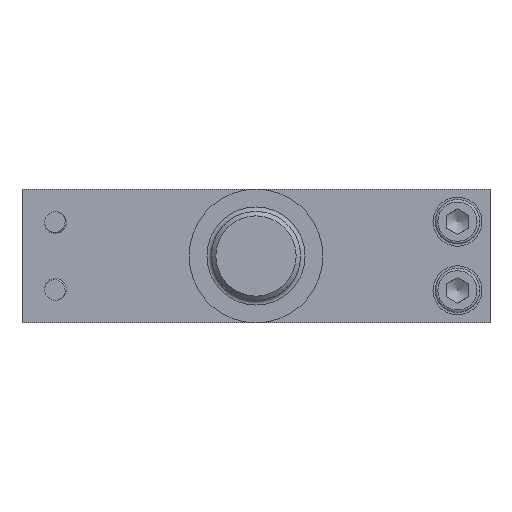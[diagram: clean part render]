
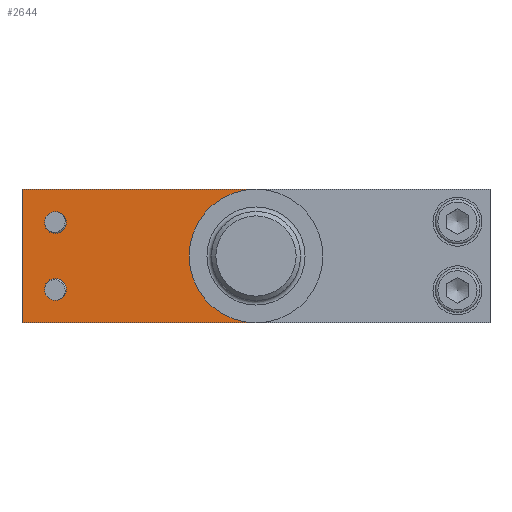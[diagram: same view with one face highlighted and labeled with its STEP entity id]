
A CAD part, front view. The second image highlights one B-rep face of the part: STEP entity #2644.
In plain terms, the highlighted planar face has unit normal (0, -1, 0).
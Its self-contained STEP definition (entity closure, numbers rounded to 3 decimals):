
#259=LINE('',#4526,#415);
#260=LINE('',#4528,#416);
#261=LINE('',#4529,#417);
#415=VECTOR('',#3578,52.5);
#416=VECTOR('',#3579,30.);
#417=VECTOR('',#3580,52.5);
#519=PLANE('',#2910);
#608=FACE_BOUND('',#1024,.T.);
#609=FACE_BOUND('',#1025,.T.);
#775=FACE_OUTER_BOUND('',#1023,.T.);
#1023=EDGE_LOOP('',(#2246,#2247,#2248,#2249));
#1024=EDGE_LOOP('',(#2250));
#1025=EDGE_LOOP('',(#2251));
#1127=CIRCLE('',#2893,2.459);
#1128=CIRCLE('',#2895,2.459);
#1134=CIRCLE('',#2907,15.);
#1349=VERTEX_POINT('',#4489);
#1350=VERTEX_POINT('',#4492);
#1356=VERTEX_POINT('',#4514);
#1357=VERTEX_POINT('',#4515);
#1360=VERTEX_POINT('',#4525);
#1361=VERTEX_POINT('',#4527);
#1647=EDGE_CURVE('',#1349,#1349,#1127,.T.);
#1648=EDGE_CURVE('',#1350,#1350,#1128,.T.);
#1658=EDGE_CURVE('',#1356,#1357,#1134,.T.);
#1663=EDGE_CURVE('',#1360,#1357,#259,.T.);
#1664=EDGE_CURVE('',#1360,#1361,#260,.T.);
#1665=EDGE_CURVE('',#1361,#1356,#261,.T.);
#2246=ORIENTED_EDGE('',*,*,#1658,.T.);
#2247=ORIENTED_EDGE('',*,*,#1663,.F.);
#2248=ORIENTED_EDGE('',*,*,#1664,.T.);
#2249=ORIENTED_EDGE('',*,*,#1665,.T.);
#2250=ORIENTED_EDGE('',*,*,#1647,.T.);
#2251=ORIENTED_EDGE('',*,*,#1648,.T.);
#2644=ADVANCED_FACE('',(#775,#608,#609),#519,.T.);
#2893=AXIS2_PLACEMENT_3D('',#4490,#3535,#3536);
#2895=AXIS2_PLACEMENT_3D('',#4493,#3539,#3540);
#2907=AXIS2_PLACEMENT_3D('',#4516,#3567,#3568);
#2910=AXIS2_PLACEMENT_3D('',#4524,#3576,#3577);
#3535=DIRECTION('center_axis',(0.,1.,0.));
#3536=DIRECTION('ref_axis',(-1.,0.,0.));
#3539=DIRECTION('center_axis',(0.,1.,0.));
#3540=DIRECTION('ref_axis',(-1.,0.,0.));
#3567=DIRECTION('center_axis',(0.,1.,0.));
#3568=DIRECTION('ref_axis',(1.,0.,0.));
#3576=DIRECTION('center_axis',(0.,-1.,0.));
#3577=DIRECTION('ref_axis',(0.,0.,1.));
#3578=DIRECTION('',(1.,0.,0.));
#3579=DIRECTION('',(0.,0.,-1.));
#3580=DIRECTION('',(1.,0.,0.));
#4489=CARTESIAN_POINT('',(-47.459,-42.,22.5));
#4490=CARTESIAN_POINT('Origin',(-45.,-42.,22.5));
#4492=CARTESIAN_POINT('',(-47.459,-42.,7.5));
#4493=CARTESIAN_POINT('Origin',(-45.,-42.,7.5));
#4514=CARTESIAN_POINT('',(0.,-42.,0.));
#4515=CARTESIAN_POINT('',(0.,-42.,30.));
#4516=CARTESIAN_POINT('Origin',(0.,-42.,15.));
#4524=CARTESIAN_POINT('Origin',(-52.5,-42.,30.));
#4525=CARTESIAN_POINT('',(-52.5,-42.,30.));
#4526=CARTESIAN_POINT('',(-52.5,-42.,30.));
#4527=CARTESIAN_POINT('',(-52.5,-42.,0.));
#4528=CARTESIAN_POINT('',(-52.5,-42.,30.));
#4529=CARTESIAN_POINT('',(-52.5,-42.,0.));
